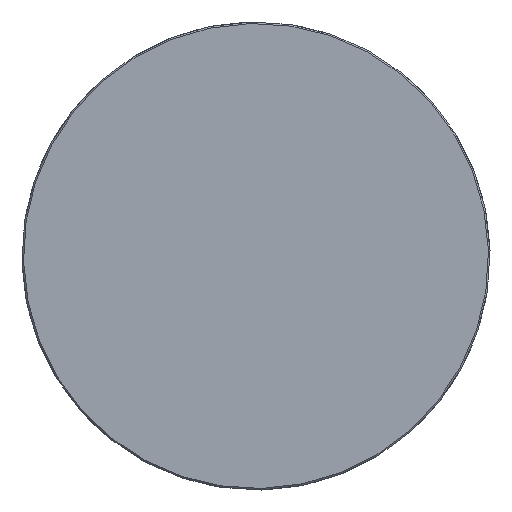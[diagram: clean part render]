
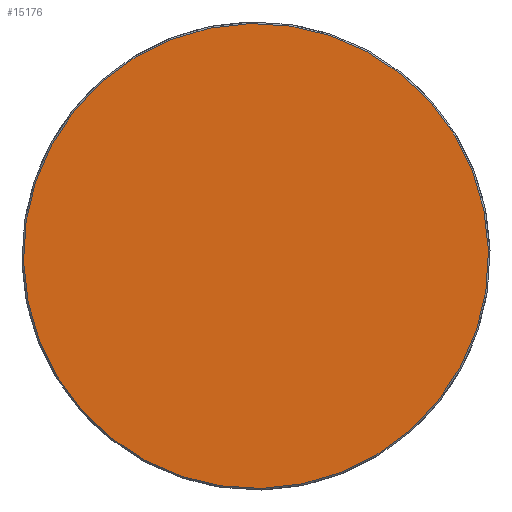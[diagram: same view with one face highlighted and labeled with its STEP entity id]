
A CAD part, front view. The second image highlights one B-rep face of the part: STEP entity #15176.
In plain terms, the highlighted face is planar.
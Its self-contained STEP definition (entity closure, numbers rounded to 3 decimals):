
#15061=DIRECTION(' ',(-1.,-0.,-0.));
#15066=CARTESIAN_POINT(' ',(0.,-46.185,-46.05));
#15071=DIRECTION(' ',(0.,0.,1.));
#15076=AXIS2_PLACEMENT_3D(' ',#15066,#15061,#15071);
#15081=PLANE('',#15076);
#15086=CARTESIAN_POINT(' ',(0.,0.,0.));
#15091=DIRECTION(' ',(1.,0.,0.));
#15096=DIRECTION(' ',(0.,0.479,-0.878));
#15101=AXIS2_PLACEMENT_3D(' ',#15086,#15091,#15096);
#15106=CIRCLE('',#15101,45.2);
#15111=CARTESIAN_POINT(' ',(0.,21.67,-39.667));
#15112=VERTEX_POINT(' ',#15111);
#15116=CARTESIAN_POINT(' ',(0.,-21.67,39.667));
#15117=VERTEX_POINT(' ',#15116);
#15121=EDGE_CURVE(' ',#15112,#15117,#15106,.T.);
#15126=ORIENTED_EDGE(' ',*,*,#15121,.F.);
#15131=CARTESIAN_POINT(' ',(0.,0.,0.));
#15136=DIRECTION(' ',(1.,0.,0.));
#15141=DIRECTION(' ',(0.,-0.479,0.878));
#15146=AXIS2_PLACEMENT_3D(' ',#15131,#15136,#15141);
#15151=CIRCLE('',#15146,45.2);
#15156=EDGE_CURVE(' ',#15117,#15112,#15151,.T.);
#15161=ORIENTED_EDGE(' ',*,*,#15156,.F.);
#15166=EDGE_LOOP(' ',(#15126,#15161));
#15171=FACE_OUTER_BOUND(' ',#15166,.T.);
#15176=ADVANCED_FACE('',(#15171),#15081,.T.);
